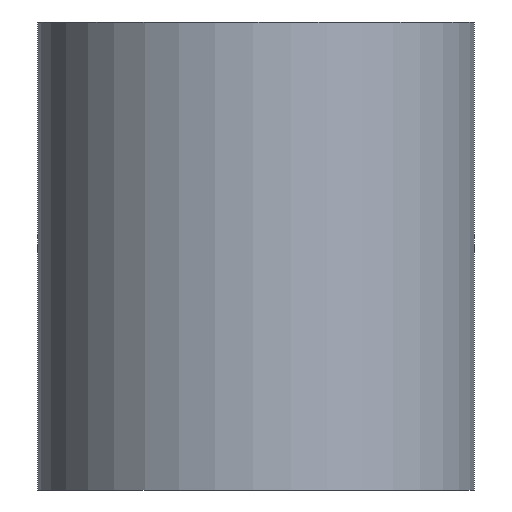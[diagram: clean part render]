
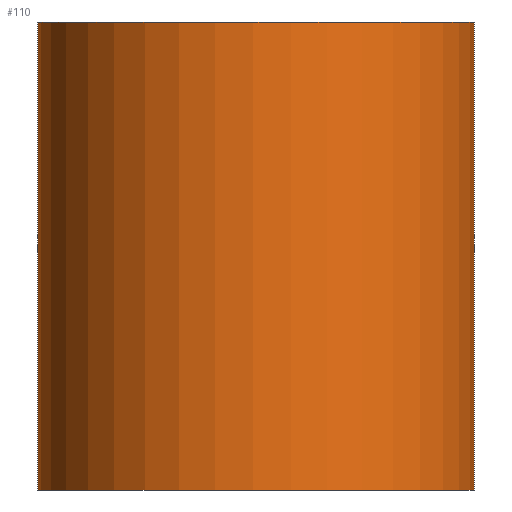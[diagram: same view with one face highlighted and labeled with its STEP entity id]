
A CAD part, front view. The second image highlights one B-rep face of the part: STEP entity #110.
In plain terms, the highlighted cylindrical face has radius 140 mm (diameter 280 mm), a partial arc.
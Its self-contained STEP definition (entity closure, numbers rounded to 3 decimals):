
#20=CIRCLE('',#134,140.);
#21=CIRCLE('',#135,140.);
#23=CYLINDRICAL_SURFACE('',#133,140.);
#27=FACE_OUTER_BOUND('',#33,.T.);
#33=EDGE_LOOP('',(#84,#85,#86,#87));
#37=LINE('',#180,#45);
#43=LINE('',#195,#51);
#45=VECTOR('',#146,10.);
#51=VECTOR('',#160,10.);
#52=VERTEX_POINT('',#176);
#54=VERTEX_POINT('',#179);
#58=VERTEX_POINT('',#191);
#59=VERTEX_POINT('',#193);
#61=EDGE_CURVE('',#52,#54,#37,.T.);
#69=EDGE_CURVE('',#58,#59,#43,.T.);
#70=EDGE_CURVE('',#52,#58,#20,.T.);
#71=EDGE_CURVE('',#54,#59,#21,.T.);
#84=ORIENTED_EDGE('',*,*,#70,.T.);
#85=ORIENTED_EDGE('',*,*,#69,.T.);
#86=ORIENTED_EDGE('',*,*,#71,.F.);
#87=ORIENTED_EDGE('',*,*,#61,.F.);
#110=ADVANCED_FACE('',(#27),#23,.T.);
#133=AXIS2_PLACEMENT_3D('',#196,#161,#162);
#134=AXIS2_PLACEMENT_3D('',#197,#163,#164);
#135=AXIS2_PLACEMENT_3D('',#198,#165,#166);
#146=DIRECTION('',(0.,0.,1.));
#160=DIRECTION('',(0.,0.,1.));
#161=DIRECTION('center_axis',(0.,0.,1.));
#162=DIRECTION('ref_axis',(0.627,-0.779,0.));
#163=DIRECTION('center_axis',(0.,0.,1.));
#164=DIRECTION('ref_axis',(-1.,0.,0.));
#165=DIRECTION('center_axis',(0.,0.,1.));
#166=DIRECTION('ref_axis',(-1.,0.,0.));
#176=CARTESIAN_POINT('',(-140.,0.,0.));
#179=CARTESIAN_POINT('',(-140.,0.,300.));
#180=CARTESIAN_POINT('',(-140.,0.,0.));
#191=CARTESIAN_POINT('',(30.,136.748,0.));
#193=CARTESIAN_POINT('',(30.,136.748,300.));
#195=CARTESIAN_POINT('',(30.,136.748,0.));
#196=CARTESIAN_POINT('Origin',(0.,0.,0.));
#197=CARTESIAN_POINT('Origin',(0.,0.,0.));
#198=CARTESIAN_POINT('Origin',(0.,0.,300.));
